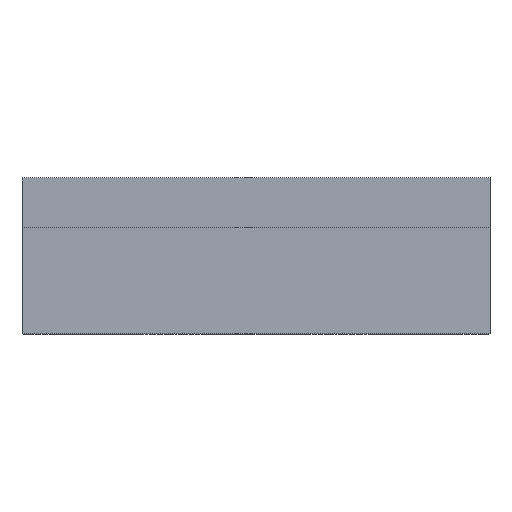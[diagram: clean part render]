
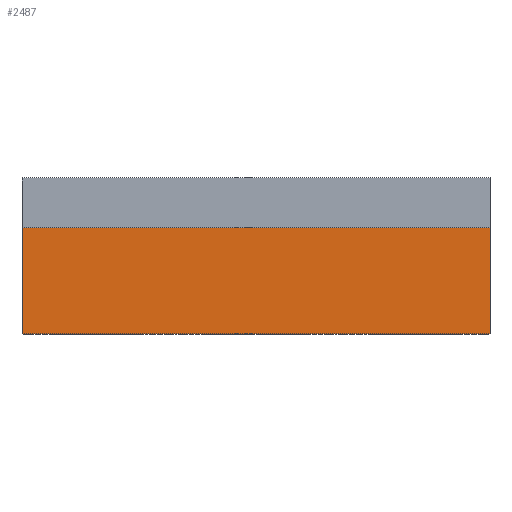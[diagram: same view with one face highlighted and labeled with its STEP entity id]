
A CAD part, top view. The second image highlights one B-rep face of the part: STEP entity #2487.
In plain terms, the highlighted planar face has unit normal (0, 0, 1).
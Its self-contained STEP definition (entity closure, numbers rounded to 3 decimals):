
#2312=CARTESIAN_POINT('',(1.454,-1.,0.4));
#2313=VERTEX_POINT('',#2312);
#2320=CARTESIAN_POINT('',(-1.546,-1.,0.4));
#2321=VERTEX_POINT('',#2320);
#2322=CARTESIAN_POINT('',(-1.546,-1.,0.4));
#2323=DIRECTION('',(1.,-0.,-0.));
#2324=VECTOR('',#2323,3.);
#2325=LINE('',#2322,#2324);
#2326=EDGE_CURVE('NONE',#2321,#2313,#2325,.T.);
#2397=CARTESIAN_POINT('',(-1.546,-0.32,0.4));
#2398=VERTEX_POINT('',#2397);
#2399=CARTESIAN_POINT('',(-1.546,-0.32,0.4));
#2400=DIRECTION('',(-0.,-1.,-0.));
#2401=VECTOR('',#2400,0.68);
#2402=LINE('',#2399,#2401);
#2403=EDGE_CURVE('NONE',#2398,#2321,#2402,.T.);
#2446=CARTESIAN_POINT('',(1.454,-0.32,0.4));
#2447=VERTEX_POINT('',#2446);
#2454=CARTESIAN_POINT('',(1.454,-0.32,0.4));
#2455=DIRECTION('',(-0.,-1.,-0.));
#2456=VECTOR('',#2455,0.68);
#2457=LINE('',#2454,#2456);
#2458=EDGE_CURVE('NONE',#2447,#2313,#2457,.T.);
#2471=CARTESIAN_POINT('',(-1.546,-0.32,0.4));
#2472=DIRECTION('',(0.,0.,-1.));
#2473=DIRECTION('',(-1.,0.,0.));
#2474=AXIS2_PLACEMENT_3D('',#2471,#2472,#2473);
#2475=PLANE('',#2474);
#2476=ORIENTED_EDGE('',*,*,#2326,.T.);
#2477=ORIENTED_EDGE('',*,*,#2458,.F.);
#2478=CARTESIAN_POINT('',(-1.546,-0.32,0.4));
#2479=DIRECTION('',(1.,0.,-0.));
#2480=VECTOR('',#2479,3.);
#2481=LINE('',#2478,#2480);
#2482=EDGE_CURVE('NONE',#2398,#2447,#2481,.T.);
#2483=ORIENTED_EDGE('',*,*,#2482,.F.);
#2484=ORIENTED_EDGE('',*,*,#2403,.T.);
#2485=EDGE_LOOP('',(#2476,#2477,#2483,#2484));
#2486=FACE_BOUND('',#2485,.T.);
#2487=ADVANCED_FACE('NONE',(#2486),#2475,.F.);
